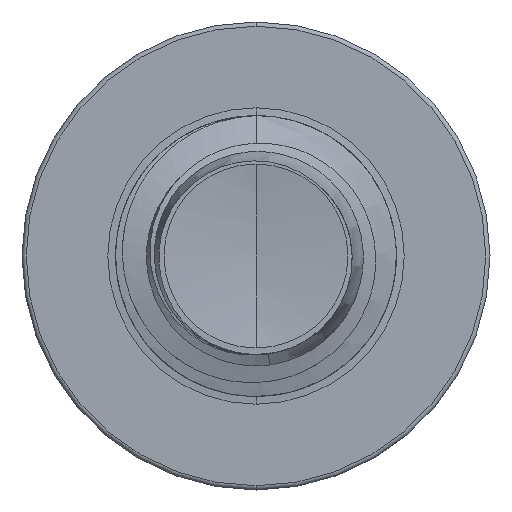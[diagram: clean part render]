
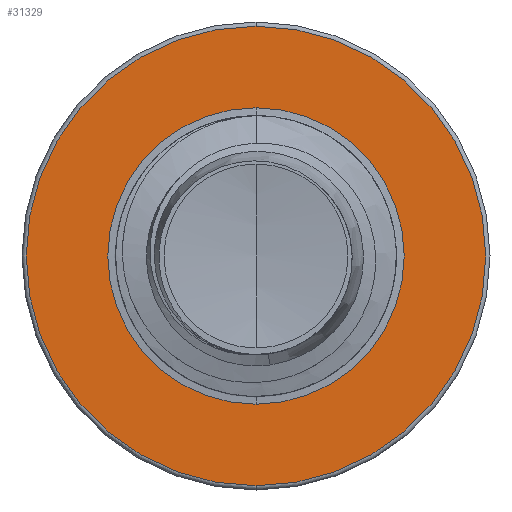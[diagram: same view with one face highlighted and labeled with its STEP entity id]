
A CAD part, front view. The second image highlights one B-rep face of the part: STEP entity #31329.
In plain terms, the highlighted planar face has unit normal (0, -1, 0).
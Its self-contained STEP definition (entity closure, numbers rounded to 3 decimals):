
#1843 = ORIENTED_EDGE ( 'NONE', *, *, #29727, .F. ) ;
#2110 = DIRECTION ( 'NONE',  ( 0., 1., 0. ) ) ;
#2301 = CARTESIAN_POINT ( 'NONE',  ( 0., 19., 0. ) ) ;
#2423 = CIRCLE ( 'NONE', #34542, 3.682 ) ;
#5133 = DIRECTION ( 'NONE',  ( 0., 0., 1. ) ) ;
#5324 = VERTEX_POINT ( 'NONE', #17857 ) ;
#7111 = CARTESIAN_POINT ( 'NONE',  ( 0., 19., -3.682 ) ) ;
#7226 = CARTESIAN_POINT ( 'NONE',  ( 0., 19., 0. ) ) ;
#7234 = DIRECTION ( 'NONE',  ( 0., 0., 1. ) ) ;
#7764 = DIRECTION ( 'NONE',  ( 0., 1., 0. ) ) ;
#8494 = AXIS2_PLACEMENT_3D ( 'NONE', #18376, #23999, #7234 ) ;
#10037 = DIRECTION ( 'NONE',  ( 0., 0., 1. ) ) ;
#12081 = FACE_BOUND ( 'NONE', #31988, .T. ) ;
#14308 = CIRCLE ( 'NONE', #30979, 3.682 ) ;
#17857 = CARTESIAN_POINT ( 'NONE',  ( 0., 19., 2.375 ) ) ;
#17895 = AXIS2_PLACEMENT_3D ( 'NONE', #2301, #21913, #5133 ) ;
#18376 = CARTESIAN_POINT ( 'NONE',  ( 0., 19., -2.375 ) ) ;
#18895 = CARTESIAN_POINT ( 'NONE',  ( 0., 19., 0. ) ) ;
#19509 = FACE_OUTER_BOUND ( 'NONE', #23608, .T. ) ;
#21201 = PLANE ( 'NONE',  #8494 ) ;
#21698 = EDGE_CURVE ( 'NONE', #31171, #24606, #14308, .T. ) ;
#21724 = DIRECTION ( 'NONE',  ( 0., 0., 1. ) ) ;
#21913 = DIRECTION ( 'NONE',  ( 0., 1., 0. ) ) ;
#23608 = EDGE_LOOP ( 'NONE', ( #1843, #36211 ) ) ;
#23999 = DIRECTION ( 'NONE',  ( 0., 1., 0. ) ) ;
#24526 = CARTESIAN_POINT ( 'NONE',  ( 0., 19., 0. ) ) ;
#24606 = VERTEX_POINT ( 'NONE', #34915 ) ;
#24925 = VERTEX_POINT ( 'NONE', #29610 ) ;
#25021 = ORIENTED_EDGE ( 'NONE', *, *, #31792, .T. ) ;
#25202 = CIRCLE ( 'NONE', #17895, 2.375 ) ;
#26806 = DIRECTION ( 'NONE',  ( 0., 1., 0. ) ) ;
#27335 = DIRECTION ( 'NONE',  ( 0., 0., 1. ) ) ;
#27378 = EDGE_CURVE ( 'NONE', #24925, #5324, #30049, .T. ) ;
#29610 = CARTESIAN_POINT ( 'NONE',  ( 0., 19., -2.375 ) ) ;
#29727 = EDGE_CURVE ( 'NONE', #24606, #31171, #2423, .T. ) ;
#30049 = CIRCLE ( 'NONE', #35235, 2.375 ) ;
#30979 = AXIS2_PLACEMENT_3D ( 'NONE', #24526, #7764, #27335 ) ;
#31171 = VERTEX_POINT ( 'NONE', #7111 ) ;
#31329 = ADVANCED_FACE ( 'NONE', ( #19509, #12081 ), #21201, .F. ) ;
#31792 = EDGE_CURVE ( 'NONE', #5324, #24925, #25202, .T. ) ;
#31988 = EDGE_LOOP ( 'NONE', ( #25021, #32903 ) ) ;
#32903 = ORIENTED_EDGE ( 'NONE', *, *, #27378, .T. ) ;
#34542 = AXIS2_PLACEMENT_3D ( 'NONE', #18895, #2110, #21724 ) ;
#34915 = CARTESIAN_POINT ( 'NONE',  ( 0., 19., 3.683 ) ) ;
#35235 = AXIS2_PLACEMENT_3D ( 'NONE', #7226, #26806, #10037 ) ;
#36211 = ORIENTED_EDGE ( 'NONE', *, *, #21698, .F. ) ;
